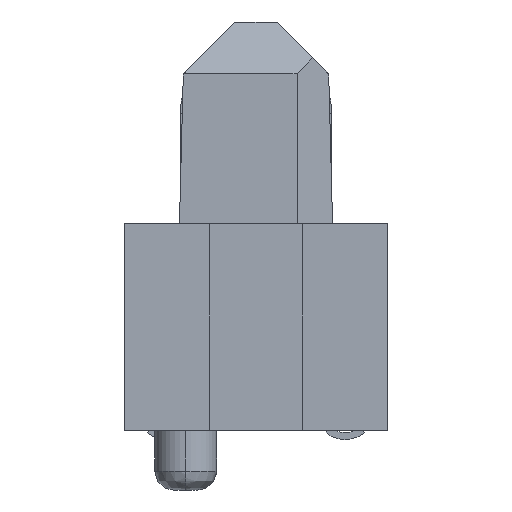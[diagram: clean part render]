
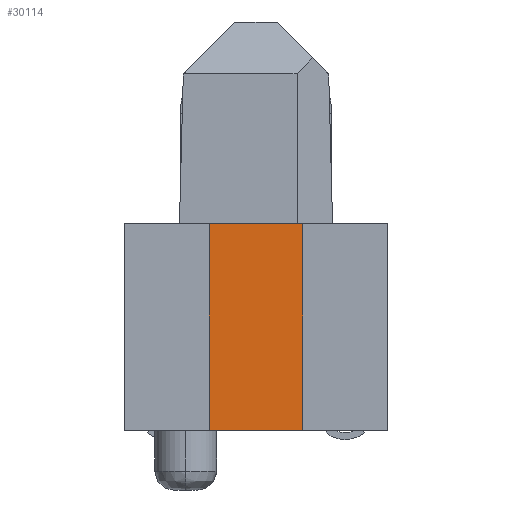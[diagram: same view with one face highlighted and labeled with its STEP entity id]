
A CAD part, left-side view. The second image highlights one B-rep face of the part: STEP entity #30114.
In plain terms, the highlighted planar face has unit normal (-1, 0, 0).
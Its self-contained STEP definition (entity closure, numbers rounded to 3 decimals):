
#30058=CARTESIAN_POINT('',(-22.9,1.,0.2));
#30059=VERTEX_POINT('',#30058);
#30066=CARTESIAN_POINT('',(-22.9,1.,4.61));
#30067=VERTEX_POINT('',#30066);
#30068=CARTESIAN_POINT('',(-22.9,1.,4.61));
#30069=DIRECTION('',(0.0,0.0,-1.0));
#30070=VECTOR('',#30069,4.41);
#30071=LINE('',#30068,#30070);
#30072=EDGE_CURVE('',#30067,#30059,#30071,.T.);
#30084=CARTESIAN_POINT('',(-22.9,1.,4.61));
#30085=DIRECTION('',(-1.0,0.0,0.0));
#30086=DIRECTION('',(0.0,0.0,1.0));
#30087=AXIS2_PLACEMENT_3D('',#30084,#30085,#30086);
#30088=PLANE('',#30087);
#30089=CARTESIAN_POINT('',(-22.9,-1.,0.2));
#30090=VERTEX_POINT('',#30089);
#30091=CARTESIAN_POINT('',(-22.9,1.,0.2));
#30092=DIRECTION('',(0.0,-1.0,0.0));
#30093=VECTOR('',#30092,2.0);
#30094=LINE('',#30091,#30093);
#30095=EDGE_CURVE('',#30059,#30090,#30094,.T.);
#30096=ORIENTED_EDGE('',*,*,#30095,.T.);
#30097=CARTESIAN_POINT('',(-22.9,-1.,4.61));
#30098=VERTEX_POINT('',#30097);
#30099=CARTESIAN_POINT('',(-22.9,-1.,4.61));
#30100=DIRECTION('',(0.0,0.0,-1.0));
#30101=VECTOR('',#30100,4.41);
#30102=LINE('',#30099,#30101);
#30103=EDGE_CURVE('',#30098,#30090,#30102,.T.);
#30104=ORIENTED_EDGE('',*,*,#30103,.F.);
#30105=CARTESIAN_POINT('',(-22.9,-1.,4.61));
#30106=DIRECTION('',(0.0,1.0,0.0));
#30107=VECTOR('',#30106,2.0);
#30108=LINE('',#30105,#30107);
#30109=EDGE_CURVE('',#30098,#30067,#30108,.T.);
#30110=ORIENTED_EDGE('',*,*,#30109,.T.);
#30111=ORIENTED_EDGE('',*,*,#30072,.T.);
#30112=EDGE_LOOP('',(#30096,#30104,#30110,#30111));
#30113=FACE_OUTER_BOUND('',#30112,.T.);
#30114=ADVANCED_FACE('',(#30113),#30088,.T.);
